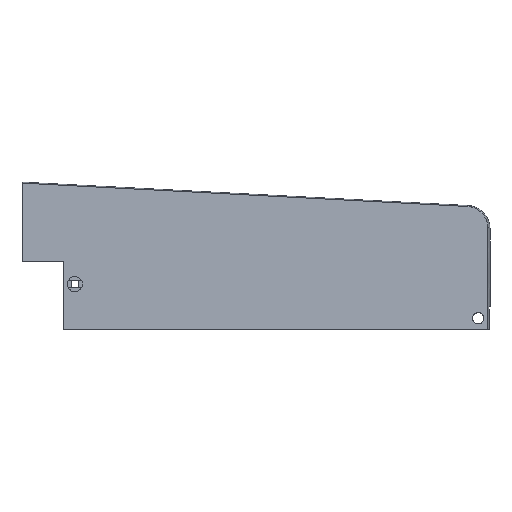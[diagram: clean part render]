
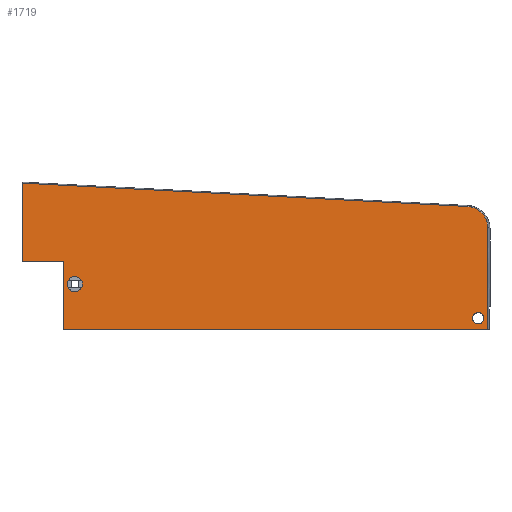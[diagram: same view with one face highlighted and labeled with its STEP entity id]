
A CAD part, front view. The second image highlights one B-rep face of the part: STEP entity #1719.
In plain terms, the highlighted planar face has unit normal (0.003, -0.999, 0.048).
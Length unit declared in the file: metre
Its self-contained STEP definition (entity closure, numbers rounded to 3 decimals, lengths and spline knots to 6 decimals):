
#17=ELLIPSE('',#1805,0.003254,0.00325);
#27=CIRCLE('',#1793,0.0024);
#80=PLANE('',#1813);
#135=B_SPLINE_CURVE_WITH_KNOTS('',3,(#2853,#2854,#2855,#2856),
 .UNSPECIFIED.,.F.,.F.,(4,4),(0.,1.),.UNSPECIFIED.);
#138=B_SPLINE_CURVE_WITH_KNOTS('',3,(#2915,#2916,#2917,#2918,#2919,#2920,
#2921),.UNSPECIFIED.,.F.,.F.,(4,1,1,1,4),(0.,0.25,0.5,0.75,1.),
 .UNSPECIFIED.);
#141=B_SPLINE_CURVE_WITH_KNOTS('',3,(#2957,#2958,#2959,#2960),
 .UNSPECIFIED.,.F.,.F.,(4,4),(0.,1.),.UNSPECIFIED.);
#548=ORIENTED_EDGE('',*,*,#823,.T.);
#549=ORIENTED_EDGE('',*,*,#851,.T.);
#550=ORIENTED_EDGE('',*,*,#814,.T.);
#551=ORIENTED_EDGE('',*,*,#811,.T.);
#552=ORIENTED_EDGE('',*,*,#846,.T.);
#553=ORIENTED_EDGE('',*,*,#863,.T.);
#554=ORIENTED_EDGE('',*,*,#869,.T.);
#555=ORIENTED_EDGE('',*,*,#865,.T.);
#556=ORIENTED_EDGE('',*,*,#817,.T.);
#811=EDGE_CURVE('',#1006,#1009,#135,.T.);
#814=EDGE_CURVE('',#1010,#1006,#138,.T.);
#817=EDGE_CURVE('',#1014,#1010,#141,.T.);
#823=EDGE_CURVE('',#1017,#1017,#27,.T.);
#846=EDGE_CURVE('',#1009,#1034,#1206,.F.);
#851=EDGE_CURVE('',#1035,#1035,#17,.T.);
#863=EDGE_CURVE('',#1034,#1043,#1219,.F.);
#865=EDGE_CURVE('',#1045,#1014,#1221,.F.);
#869=EDGE_CURVE('',#1043,#1045,#1225,.F.);
#1006=VERTEX_POINT('',#2818);
#1009=VERTEX_POINT('',#2852);
#1010=VERTEX_POINT('',#2894);
#1014=VERTEX_POINT('',#2961);
#1017=VERTEX_POINT('',#2978);
#1034=VERTEX_POINT('',#3023);
#1035=VERTEX_POINT('',#3031);
#1043=VERTEX_POINT('',#3055);
#1045=VERTEX_POINT('',#3061);
#1206=LINE('',#3024,#1391);
#1219=LINE('',#3056,#1404);
#1221=LINE('',#3060,#1406);
#1225=LINE('',#3068,#1410);
#1391=VECTOR('',#2084,1.);
#1404=VECTOR('',#2117,1.);
#1406=VECTOR('',#2121,1.);
#1410=VECTOR('',#2129,1.);
#1506=EDGE_LOOP('',(#548));
#1507=EDGE_LOOP('',(#549));
#1508=EDGE_LOOP('',(#550,#551,#552,#553,#554,#555,#556));
#1607=FACE_BOUND('',#1506,.T.);
#1608=FACE_BOUND('',#1507,.T.);
#1609=FACE_BOUND('',#1508,.T.);
#1719=ADVANCED_FACE('',(#1607,#1608,#1609),#80,.F.);
#1793=AXIS2_PLACEMENT_3D('',#2977,#2047,#2048);
#1805=AXIS2_PLACEMENT_3D('',#3030,#2094,#2095);
#1813=AXIS2_PLACEMENT_3D('',#3067,#2127,#2128);
#2047=DIRECTION('',(-0.002,0.999,-0.048));
#2048=DIRECTION('',(0.,0.048,0.999));
#2084=DIRECTION('',(0.,0.048,0.999));
#2094=DIRECTION('',(-0.002,0.999,-0.048));
#2095=DIRECTION('',(0.052,0.048,0.997));
#2117=DIRECTION('',(-1.,-0.002,0.));
#2121=DIRECTION('',(-1.,-0.002,0.));
#2127=DIRECTION('',(-0.002,0.999,-0.048));
#2128=DIRECTION('',(-1.,-0.002,0.));
#2129=DIRECTION('',(0.,0.048,0.999));
#2818=CARTESIAN_POINT('',(-0.009499,-0.02652,0.042543));
#2852=CARTESIAN_POINT('',(-0.199266,-0.02652,0.052488));
#2853=CARTESIAN_POINT('',(-0.009499,-0.02652,0.042543));
#2854=CARTESIAN_POINT('',(-0.072755,-0.02652,0.045858));
#2855=CARTESIAN_POINT('',(-0.13601,-0.02652,0.049173));
#2856=CARTESIAN_POINT('',(-0.199266,-0.02652,0.052488));
#2894=CARTESIAN_POINT('',(-0.00097,-0.026927,0.033555));
#2915=CARTESIAN_POINT('',(-0.00097,-0.026927,0.033555));
#2916=CARTESIAN_POINT('',(-0.00097,-0.026872,0.034708));
#2917=CARTESIAN_POINT('',(-0.001408,-0.026766,0.036965));
#2918=CARTESIAN_POINT('',(-0.003281,-0.026631,0.039903));
#2919=CARTESIAN_POINT('',(-0.006117,-0.026541,0.041927));
#2920=CARTESIAN_POINT('',(-0.008348,-0.02652,0.042483));
#2921=CARTESIAN_POINT('',(-0.009499,-0.02652,0.042543));
#2957=CARTESIAN_POINT('',(-0.00097,-0.029002,-0.01));
#2958=CARTESIAN_POINT('',(-0.00097,-0.028311,0.004518));
#2959=CARTESIAN_POINT('',(-0.00097,-0.027619,0.019037));
#2960=CARTESIAN_POINT('',(-0.00097,-0.026927,0.033555));
#2961=CARTESIAN_POINT('',(-0.00097,-0.029002,-0.01));
#2977=CARTESIAN_POINT('',(-0.005,-0.028775,-0.005005));
#2978=CARTESIAN_POINT('',(-0.005,-0.02866,-0.002608));
#3023=CARTESIAN_POINT('',(-0.199266,-0.028116,0.019));
#3024=CARTESIAN_POINT('',(-0.199266,-0.027679,0.028174));
#3030=CARTESIAN_POINT('',(-0.176766,-0.028512,0.0095));
#3031=CARTESIAN_POINT('',(-0.176596,-0.028357,0.012746));
#3055=CARTESIAN_POINT('',(-0.181766,-0.028072,0.019));
#3056=CARTESIAN_POINT('',(-0.166714,-0.028035,0.019));
#3060=CARTESIAN_POINT('',(-0.060584,-0.029151,-0.01));
#3061=CARTESIAN_POINT('',(-0.181766,-0.029454,-0.01));
#3067=CARTESIAN_POINT('',(-0.060589,-0.027333,0.028158));
#3068=CARTESIAN_POINT('',(-0.181766,-0.027742,0.02594));
